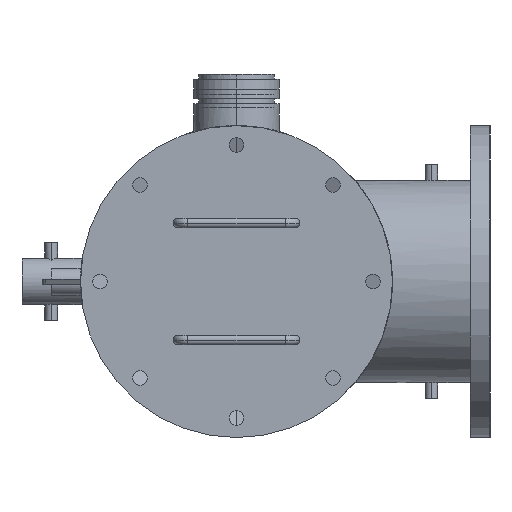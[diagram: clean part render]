
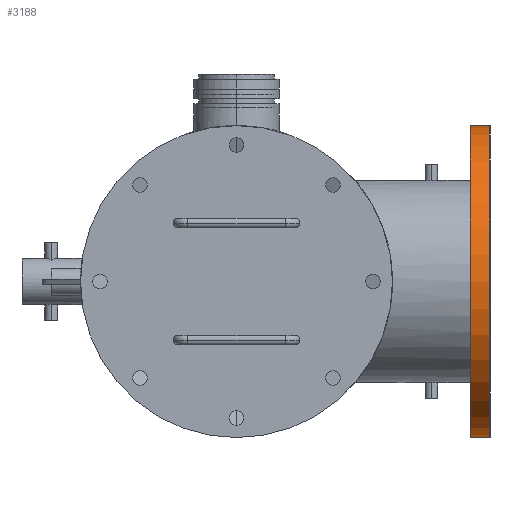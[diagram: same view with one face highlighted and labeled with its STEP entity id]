
A CAD part, left-side view. The second image highlights one B-rep face of the part: STEP entity #3188.
In plain terms, the highlighted cylindrical face has radius 203.2 mm (diameter 406.4 mm), a partial arc.
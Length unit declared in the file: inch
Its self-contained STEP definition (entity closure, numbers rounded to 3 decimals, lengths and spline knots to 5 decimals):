
#96 = VECTOR ( 'NONE', #3918, 39.37008 ) ;
#132 = VECTOR ( 'NONE', #8071, 39.37008 ) ;
#946 = CIRCLE ( 'NONE', #9269, 8. ) ;
#1011 = CARTESIAN_POINT ( 'NONE',  ( 17.04, -12., 8. ) ) ;
#1143 = AXIS2_PLACEMENT_3D ( 'NONE', #7516, #6481, #12319 ) ;
#1297 = DIRECTION ( 'NONE',  ( 0., 0., -1. ) ) ;
#1508 = ORIENTED_EDGE ( 'NONE', *, *, #5735, .F. ) ;
#1671 = ORIENTED_EDGE ( 'NONE', *, *, #3538, .T. ) ;
#1965 = ORIENTED_EDGE ( 'NONE', *, *, #6423, .T. ) ;
#2254 = CARTESIAN_POINT ( 'NONE',  ( 17.04, -12., -8. ) ) ;
#2532 = AXIS2_PLACEMENT_3D ( 'NONE', #3000, #9847, #3123 ) ;
#2742 = ORIENTED_EDGE ( 'NONE', *, *, #12130, .F. ) ;
#3000 = CARTESIAN_POINT ( 'NONE',  ( 17.04, -13., 0. ) ) ;
#3123 = DIRECTION ( 'NONE',  ( 0., 0., -1. ) ) ;
#3188 = ADVANCED_FACE ( 'NONE', ( #10710 ), #4572, .T. ) ;
#3253 = VERTEX_POINT ( 'NONE', #4554 ) ;
#3538 = EDGE_CURVE ( 'NONE', #12375, #9752, #946, .T. ) ;
#3918 = DIRECTION ( 'NONE',  ( 0., -1., 0. ) ) ;
#4554 = CARTESIAN_POINT ( 'NONE',  ( 17.04, -13., -8. ) ) ;
#4572 = CYLINDRICAL_SURFACE ( 'NONE', #1143, 8. ) ;
#5657 = CARTESIAN_POINT ( 'NONE',  ( 17.04, -12., -8. ) ) ;
#5735 = EDGE_CURVE ( 'NONE', #12375, #8690, #7656, .T. ) ;
#6229 = DIRECTION ( 'NONE',  ( 0., -1., 0. ) ) ;
#6423 = EDGE_CURVE ( 'NONE', #9752, #3253, #11973, .T. ) ;
#6481 = DIRECTION ( 'NONE',  ( 0., -1., 0. ) ) ;
#7054 = CARTESIAN_POINT ( 'NONE',  ( 17.04, -12., 0. ) ) ;
#7516 = CARTESIAN_POINT ( 'NONE',  ( 17.04, -12., 0. ) ) ;
#7656 = LINE ( 'NONE', #11949, #132 ) ;
#8071 = DIRECTION ( 'NONE',  ( 0., -1., 0. ) ) ;
#8690 = VERTEX_POINT ( 'NONE', #9166 ) ;
#8912 = EDGE_LOOP ( 'NONE', ( #1508, #1671, #1965, #2742 ) ) ;
#9166 = CARTESIAN_POINT ( 'NONE',  ( 17.04, -13., 8. ) ) ;
#9269 = AXIS2_PLACEMENT_3D ( 'NONE', #7054, #6229, #1297 ) ;
#9752 = VERTEX_POINT ( 'NONE', #2254 ) ;
#9847 = DIRECTION ( 'NONE',  ( 0., -1., 0. ) ) ;
#10392 = CIRCLE ( 'NONE', #2532, 8. ) ;
#10710 = FACE_OUTER_BOUND ( 'NONE', #8912, .T. ) ;
#11949 = CARTESIAN_POINT ( 'NONE',  ( 17.04, -12., 8. ) ) ;
#11973 = LINE ( 'NONE', #5657, #96 ) ;
#12130 = EDGE_CURVE ( 'NONE', #8690, #3253, #10392, .T. ) ;
#12319 = DIRECTION ( 'NONE',  ( 0., 0., -1. ) ) ;
#12375 = VERTEX_POINT ( 'NONE', #1011 ) ;
